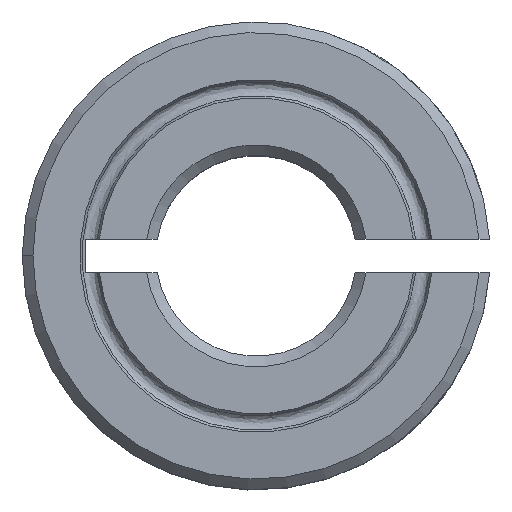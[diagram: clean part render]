
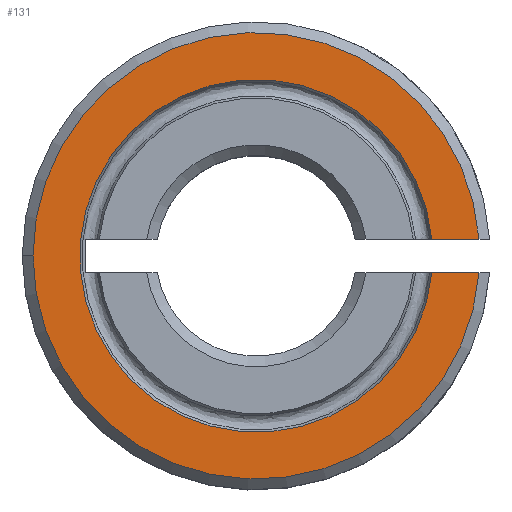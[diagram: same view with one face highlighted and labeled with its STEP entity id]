
A CAD part, top view. The second image highlights one B-rep face of the part: STEP entity #131.
In plain terms, the highlighted planar face has unit normal (0, 0, 1).
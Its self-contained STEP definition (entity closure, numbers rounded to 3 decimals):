
#1 = EDGE_CURVE ( 'NONE', #666, #1188, #368, .T. ) ;
#16 = FACE_OUTER_BOUND ( 'NONE', #270, .T. ) ;
#36 = CARTESIAN_POINT ( 'NONE',  ( 10.575, 0.794, 8.712 ) ) ;
#42 = DIRECTION ( 'NONE',  ( 1., 0., 0. ) ) ;
#47 = CARTESIAN_POINT ( 'NONE',  ( 11.084, 0.794, 8.712 ) ) ;
#80 = CARTESIAN_POINT ( 'NONE',  ( 0., 0., 8.712 ) ) ;
#100 = VERTEX_POINT ( 'NONE', #236 ) ;
#113 = CARTESIAN_POINT ( 'NONE',  ( 0., 0., 8.712 ) ) ;
#121 = LINE ( 'NONE', #47, #444 ) ;
#123 = DIRECTION ( 'NONE',  ( -1., 0., 0. ) ) ;
#127 = ORIENTED_EDGE ( 'NONE', *, *, #503, .T. ) ;
#131 = ADVANCED_FACE ( 'NONE', ( #16 ), #320, .T. ) ;
#157 = ORIENTED_EDGE ( 'NONE', *, *, #702, .F. ) ;
#197 = LINE ( 'NONE', #293, #304 ) ;
#217 = CARTESIAN_POINT ( 'NONE',  ( -10.604, 0., 8.712 ) ) ;
#230 = VERTEX_POINT ( 'NONE', #881 ) ;
#236 = CARTESIAN_POINT ( 'NONE',  ( 8.34, -0.794, 8.712 ) ) ;
#270 = EDGE_LOOP ( 'NONE', ( #360, #631, #127, #643, #157 ) ) ;
#287 = DIRECTION ( 'NONE',  ( 0., 0., -1. ) ) ;
#293 = CARTESIAN_POINT ( 'NONE',  ( 4.696, -0.794, 8.712 ) ) ;
#295 = DIRECTION ( 'NONE',  ( -1., 0., 0. ) ) ;
#304 = VECTOR ( 'NONE', #295, 1000. ) ;
#310 = AXIS2_PLACEMENT_3D ( 'NONE', #389, #671, #123 ) ;
#320 = PLANE ( 'NONE',  #419 ) ;
#321 = EDGE_CURVE ( 'NONE', #230, #347, #121, .T. ) ;
#332 = CIRCLE ( 'NONE', #1025, 10.604 ) ;
#347 = VERTEX_POINT ( 'NONE', #36 ) ;
#356 = DIRECTION ( 'NONE',  ( 0., 0., -1. ) ) ;
#360 = ORIENTED_EDGE ( 'NONE', *, *, #1, .F. ) ;
#368 = CIRCLE ( 'NONE', #310, 10.604 ) ;
#389 = CARTESIAN_POINT ( 'NONE',  ( 0., 0., 8.712 ) ) ;
#419 = AXIS2_PLACEMENT_3D ( 'NONE', #978, #499, #877 ) ;
#444 = VECTOR ( 'NONE', #42, 1000. ) ;
#499 = DIRECTION ( 'NONE',  ( 0., 0., 1. ) ) ;
#503 = EDGE_CURVE ( 'NONE', #100, #230, #767, .T. ) ;
#631 = ORIENTED_EDGE ( 'NONE', *, *, #720, .T. ) ;
#643 = ORIENTED_EDGE ( 'NONE', *, *, #321, .T. ) ;
#666 = VERTEX_POINT ( 'NONE', #1127 ) ;
#671 = DIRECTION ( 'NONE',  ( 0., 0., -1. ) ) ;
#692 = AXIS2_PLACEMENT_3D ( 'NONE', #80, #356, #1193 ) ;
#702 = EDGE_CURVE ( 'NONE', #1188, #347, #332, .T. ) ;
#720 = EDGE_CURVE ( 'NONE', #666, #100, #197, .T. ) ;
#767 = CIRCLE ( 'NONE', #692, 8.377 ) ;
#877 = DIRECTION ( 'NONE',  ( 1., 0., 0. ) ) ;
#881 = CARTESIAN_POINT ( 'NONE',  ( 8.34, 0.794, 8.712 ) ) ;
#952 = DIRECTION ( 'NONE',  ( -1., 0., 0. ) ) ;
#978 = CARTESIAN_POINT ( 'NONE',  ( 0., 0., 8.712 ) ) ;
#1025 = AXIS2_PLACEMENT_3D ( 'NONE', #113, #287, #952 ) ;
#1127 = CARTESIAN_POINT ( 'NONE',  ( 10.575, -0.794, 8.712 ) ) ;
#1188 = VERTEX_POINT ( 'NONE', #217 ) ;
#1193 = DIRECTION ( 'NONE',  ( 1., 0., 0. ) ) ;
